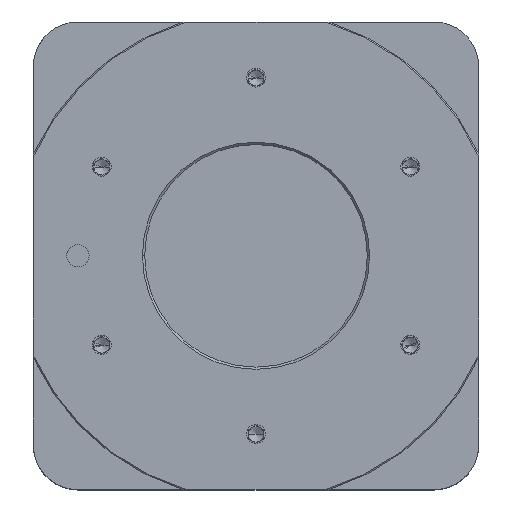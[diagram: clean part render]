
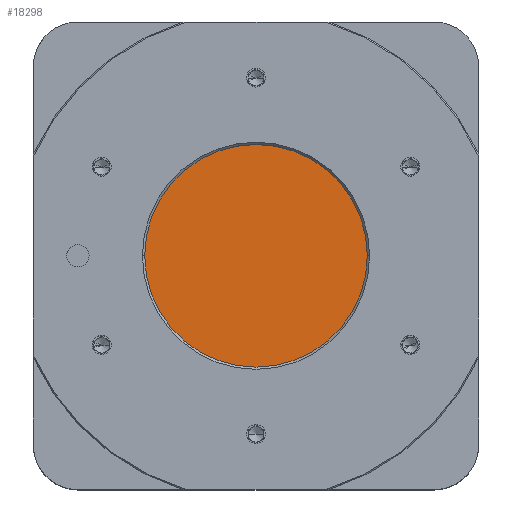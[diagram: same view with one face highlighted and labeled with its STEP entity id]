
A CAD part, top view. The second image highlights one B-rep face of the part: STEP entity #18298.
In plain terms, the highlighted planar face has unit normal (0, 0, 1).
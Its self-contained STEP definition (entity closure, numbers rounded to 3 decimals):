
#434 = EDGE_LOOP ( 'NONE', ( #21826, #17821 ) ) ;
#2578 = CARTESIAN_POINT ( 'NONE',  ( 0., 0., -3.5 ) ) ;
#3430 = PLANE ( 'NONE',  #8782 ) ;
#5577 = DIRECTION ( 'NONE',  ( 1., 0., 0. ) ) ;
#6831 = EDGE_CURVE ( 'NONE', #24061, #26868, #22187, .T. ) ;
#6845 = FACE_OUTER_BOUND ( 'NONE', #434, .T. ) ;
#7847 = DIRECTION ( 'NONE',  ( 1., 0., 0. ) ) ;
#8782 = AXIS2_PLACEMENT_3D ( 'NONE', #29065, #26164, #32066 ) ;
#8812 = AXIS2_PLACEMENT_3D ( 'NONE', #10969, #13979, #7847 ) ;
#10817 = CARTESIAN_POINT ( 'NONE',  ( 50., 0., -3.5 ) ) ;
#10969 = CARTESIAN_POINT ( 'NONE',  ( 0., 0., -3.5 ) ) ;
#13979 = DIRECTION ( 'NONE',  ( 0., 0., 1. ) ) ;
#17821 = ORIENTED_EDGE ( 'NONE', *, *, #33672, .T. ) ;
#18298 = ADVANCED_FACE ( 'NONE', ( #6845 ), #3430, .T. ) ;
#20627 = CARTESIAN_POINT ( 'NONE',  ( -50., 0., -3.5 ) ) ;
#21826 = ORIENTED_EDGE ( 'NONE', *, *, #6831, .T. ) ;
#22187 = CIRCLE ( 'NONE', #8812, 50. ) ;
#24061 = VERTEX_POINT ( 'NONE', #10817 ) ;
#25307 = DIRECTION ( 'NONE',  ( 0., 0., 1. ) ) ;
#26164 = DIRECTION ( 'NONE',  ( 0., 0., 1. ) ) ;
#26868 = VERTEX_POINT ( 'NONE', #20627 ) ;
#29065 = CARTESIAN_POINT ( 'NONE',  ( 0., 0., -3.5 ) ) ;
#30253 = AXIS2_PLACEMENT_3D ( 'NONE', #2578, #25307, #5577 ) ;
#32066 = DIRECTION ( 'NONE',  ( 1., 0., 0. ) ) ;
#33672 = EDGE_CURVE ( 'NONE', #26868, #24061, #34288, .T. ) ;
#34288 = CIRCLE ( 'NONE', #30253, 50. ) ;
